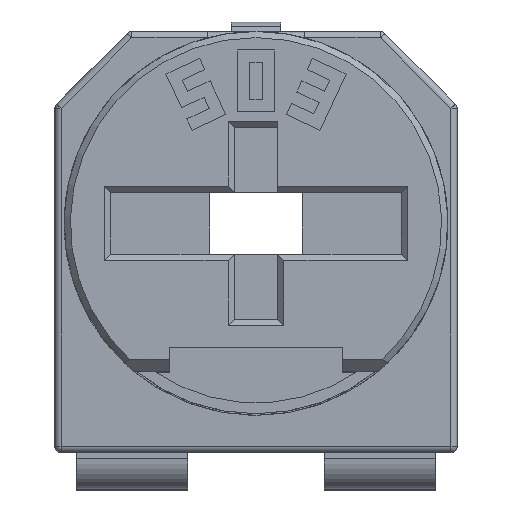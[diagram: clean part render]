
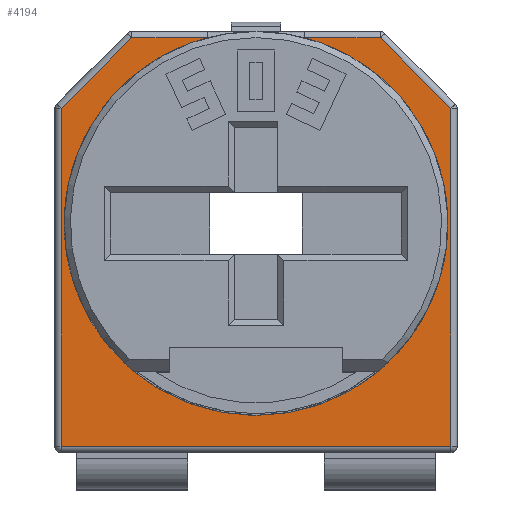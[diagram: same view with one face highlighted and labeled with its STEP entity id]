
A CAD part, top view. The second image highlights one B-rep face of the part: STEP entity #4194.
In plain terms, the highlighted planar face has unit normal (0, 0, 1).
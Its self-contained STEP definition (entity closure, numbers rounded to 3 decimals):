
#195=CIRCLE('',#4513,3.1);
#196=CIRCLE('',#4514,3.1);
#536=FACE_OUTER_BOUND('',#766,.T.);
#766=EDGE_LOOP('',(#3560,#3561,#3562,#3563,#3564,#3565,#3566,#3567,#3568));
#1182=LINE('',#7167,#1639);
#1183=LINE('',#7172,#1640);
#1186=LINE('',#7183,#1643);
#1188=LINE('',#7191,#1645);
#1190=LINE('',#7199,#1647);
#1191=LINE('',#7204,#1648);
#1193=LINE('',#7212,#1650);
#1639=VECTOR('',#5359,10.);
#1640=VECTOR('',#5364,10.);
#1643=VECTOR('',#5375,10.);
#1645=VECTOR('',#5383,10.);
#1647=VECTOR('',#5391,10.);
#1648=VECTOR('',#5396,10.);
#1650=VECTOR('',#5406,10.);
#2048=VERTEX_POINT('',#7163);
#2049=VERTEX_POINT('',#7165);
#2051=VERTEX_POINT('',#7171);
#2053=VERTEX_POINT('',#7177);
#2056=VERTEX_POINT('',#7185);
#2059=VERTEX_POINT('',#7193);
#2063=VERTEX_POINT('',#7203);
#2065=VERTEX_POINT('',#7209);
#2077=VERTEX_POINT('',#7318);
#2559=EDGE_CURVE('',#2049,#2048,#1182,.T.);
#2561=EDGE_CURVE('',#2048,#2051,#1183,.T.);
#2567=EDGE_CURVE('',#2051,#2053,#1186,.T.);
#2571=EDGE_CURVE('',#2053,#2056,#1188,.T.);
#2575=EDGE_CURVE('',#2056,#2059,#1190,.T.);
#2577=EDGE_CURVE('',#2059,#2063,#1191,.T.);
#2582=EDGE_CURVE('',#2063,#2065,#1193,.T.);
#2610=EDGE_CURVE('',#2077,#2049,#195,.T.);
#2611=EDGE_CURVE('',#2065,#2077,#196,.T.);
#3560=ORIENTED_EDGE('',*,*,#2582,.F.);
#3561=ORIENTED_EDGE('',*,*,#2577,.F.);
#3562=ORIENTED_EDGE('',*,*,#2575,.F.);
#3563=ORIENTED_EDGE('',*,*,#2571,.F.);
#3564=ORIENTED_EDGE('',*,*,#2567,.F.);
#3565=ORIENTED_EDGE('',*,*,#2561,.F.);
#3566=ORIENTED_EDGE('',*,*,#2559,.F.);
#3567=ORIENTED_EDGE('',*,*,#2610,.F.);
#3568=ORIENTED_EDGE('',*,*,#2611,.F.);
#3985=PLANE('',#4512);
#4194=ADVANCED_FACE('',(#536),#3985,.T.);
#4512=AXIS2_PLACEMENT_3D('',#7317,#5469,#5470);
#4513=AXIS2_PLACEMENT_3D('',#7319,#5471,#5472);
#4514=AXIS2_PLACEMENT_3D('',#7320,#5473,#5474);
#5359=DIRECTION('',(1.,0.,0.));
#5364=DIRECTION('',(0.707,-0.707,0.));
#5375=DIRECTION('',(0.,-1.,0.));
#5383=DIRECTION('',(-1.,0.,0.));
#5391=DIRECTION('',(0.,1.,0.));
#5396=DIRECTION('',(0.707,0.707,0.));
#5406=DIRECTION('',(1.,0.,0.));
#5469=DIRECTION('center_axis',(0.,0.,1.));
#5470=DIRECTION('ref_axis',(1.,0.,0.));
#5471=DIRECTION('center_axis',(0.,0.,1.));
#5472=DIRECTION('ref_axis',(1.,0.,0.));
#5473=DIRECTION('center_axis',(0.,0.,1.));
#5474=DIRECTION('ref_axis',(1.,0.,0.));
#7163=CARTESIAN_POINT('',(2.009,3.,0.));
#7165=CARTESIAN_POINT('',(0.781,3.,0.));
#7167=CARTESIAN_POINT('',(-1.625,3.,0.));
#7171=CARTESIAN_POINT('',(3.15,1.859,0.));
#7172=CARTESIAN_POINT('',(2.617,2.392,0.));
#7177=CARTESIAN_POINT('',(3.15,-3.6,0.));
#7183=CARTESIAN_POINT('',(3.15,1.4,0.));
#7185=CARTESIAN_POINT('',(-3.15,-3.6,0.));
#7191=CARTESIAN_POINT('',(1.625,-3.6,0.));
#7193=CARTESIAN_POINT('',(-3.15,1.859,0.));
#7199=CARTESIAN_POINT('',(-3.15,-2.,0.));
#7203=CARTESIAN_POINT('',(-2.009,3.,0.));
#7204=CARTESIAN_POINT('',(-2.617,2.392,0.));
#7209=CARTESIAN_POINT('',(-0.781,3.,0.));
#7212=CARTESIAN_POINT('',(-1.625,3.,0.));
#7317=CARTESIAN_POINT('Origin',(0.,-0.3,0.));
#7318=CARTESIAN_POINT('',(-3.1,0.,0.));
#7319=CARTESIAN_POINT('Origin',(0.,0.,0.));
#7320=CARTESIAN_POINT('Origin',(0.,0.,0.));
